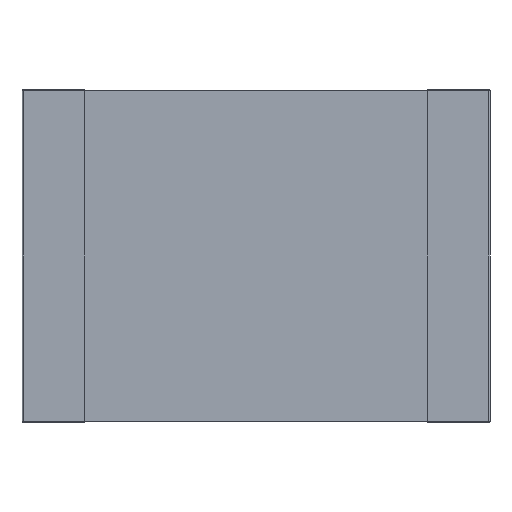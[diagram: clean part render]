
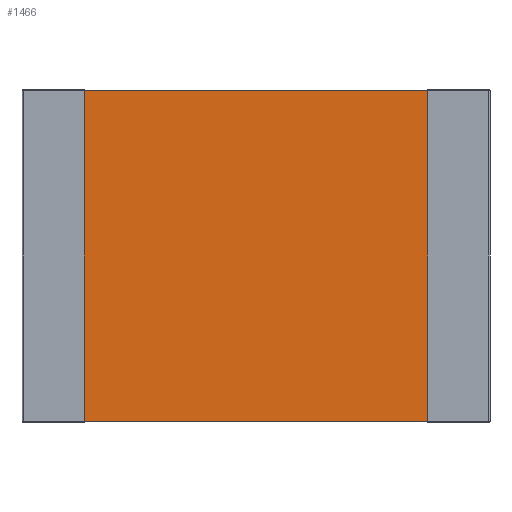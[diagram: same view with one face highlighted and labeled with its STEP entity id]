
A CAD part, front view. The second image highlights one B-rep face of the part: STEP entity #1466.
In plain terms, the highlighted planar face has unit normal (0, -1, 0).
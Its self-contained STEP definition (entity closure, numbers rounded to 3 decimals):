
#98 = LINE ( 'NONE', #902, #596 ) ;
#145 = VERTEX_POINT ( 'NONE', #644 ) ;
#222 = EDGE_CURVE ( 'NONE', #145, #517, #571, .T. ) ;
#295 = CARTESIAN_POINT ( 'NONE',  ( -1.65, -0.49, -1.59 ) ) ;
#321 = VECTOR ( 'NONE', #868, 1000. ) ;
#344 = DIRECTION ( 'NONE',  ( 0., 0., -1. ) ) ;
#351 = CARTESIAN_POINT ( 'NONE',  ( -4.978, -0.49, -1.59 ) ) ;
#406 = EDGE_CURVE ( 'NONE', #483, #1085, #98, .T. ) ;
#438 = DIRECTION ( 'NONE',  ( 0., 0., -1. ) ) ;
#444 = CARTESIAN_POINT ( 'NONE',  ( -4.978, -0.49, 1.59 ) ) ;
#483 = VERTEX_POINT ( 'NONE', #1297 ) ;
#511 = CARTESIAN_POINT ( 'NONE',  ( 1.65, -0.49, -1.59 ) ) ;
#517 = VERTEX_POINT ( 'NONE', #295 ) ;
#557 = EDGE_LOOP ( 'NONE', ( #733, #1667, #1239, #1367 ) ) ;
#571 = LINE ( 'NONE', #696, #1266 ) ;
#596 = VECTOR ( 'NONE', #344, 1000. ) ;
#644 = CARTESIAN_POINT ( 'NONE',  ( -1.65, -0.49, 1.59 ) ) ;
#651 = EDGE_CURVE ( 'NONE', #145, #483, #1059, .T. ) ;
#696 = CARTESIAN_POINT ( 'NONE',  ( -1.65, -0.49, 1.59 ) ) ;
#733 = ORIENTED_EDGE ( 'NONE', *, *, #651, .F. ) ;
#868 = DIRECTION ( 'NONE',  ( 1., 0., 0. ) ) ;
#902 = CARTESIAN_POINT ( 'NONE',  ( 1.65, -0.49, 1.59 ) ) ;
#936 = DIRECTION ( 'NONE',  ( 0., -1., 0. ) ) ;
#1001 = EDGE_CURVE ( 'NONE', #517, #1085, #1221, .T. ) ;
#1043 = CARTESIAN_POINT ( 'NONE',  ( -4.978, -0.49, 1.59 ) ) ;
#1059 = LINE ( 'NONE', #444, #1237 ) ;
#1085 = VERTEX_POINT ( 'NONE', #511 ) ;
#1174 = PLANE ( 'NONE',  #1257 ) ;
#1221 = LINE ( 'NONE', #351, #321 ) ;
#1237 = VECTOR ( 'NONE', #1580, 1000. ) ;
#1239 = ORIENTED_EDGE ( 'NONE', *, *, #1001, .T. ) ;
#1257 = AXIS2_PLACEMENT_3D ( 'NONE', #1043, #936, #438 ) ;
#1266 = VECTOR ( 'NONE', #1456, 1000. ) ;
#1297 = CARTESIAN_POINT ( 'NONE',  ( 1.65, -0.49, 1.59 ) ) ;
#1367 = ORIENTED_EDGE ( 'NONE', *, *, #406, .F. ) ;
#1456 = DIRECTION ( 'NONE',  ( 0., 0., -1. ) ) ;
#1466 = ADVANCED_FACE ( 'NONE', ( #1666 ), #1174, .T. ) ;
#1580 = DIRECTION ( 'NONE',  ( 1., 0., 0. ) ) ;
#1666 = FACE_OUTER_BOUND ( 'NONE', #557, .T. ) ;
#1667 = ORIENTED_EDGE ( 'NONE', *, *, #222, .T. ) ;
